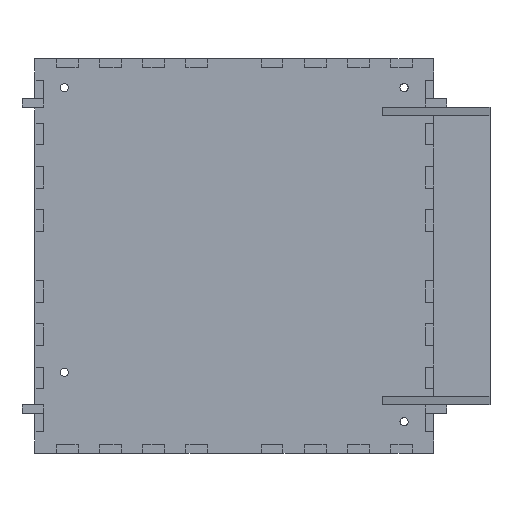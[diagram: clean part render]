
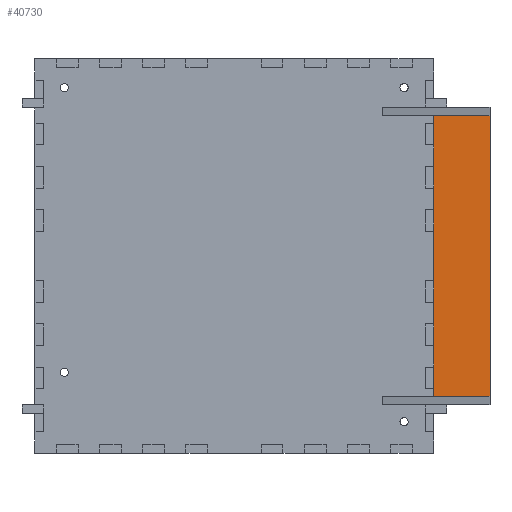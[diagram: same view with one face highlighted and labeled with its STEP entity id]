
A CAD part, left-side view. The second image highlights one B-rep face of the part: STEP entity #40730.
In plain terms, the highlighted planar face has unit normal (-1, 0, 0).
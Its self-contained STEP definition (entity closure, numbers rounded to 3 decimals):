
#28 = VECTOR ( 'NONE', #11026, 1000. ) ;
#236 = LINE ( 'NONE', #39010, #18672 ) ;
#333 = CARTESIAN_POINT ( 'NONE',  ( -2., 0., 0. ) ) ;
#677 = VERTEX_POINT ( 'NONE', #12028 ) ;
#1246 = VECTOR ( 'NONE', #43540, 1000. ) ;
#1247 = CARTESIAN_POINT ( 'NONE',  ( -2., 20., -4. ) ) ;
#1828 = EDGE_CURVE ( 'NONE', #14742, #46706, #46541, .T. ) ;
#3046 = EDGE_CURVE ( 'NONE', #40017, #27910, #20648, .T. ) ;
#3333 = ORIENTED_EDGE ( 'NONE', *, *, #32254, .F. ) ;
#3637 = DIRECTION ( 'NONE',  ( 0., 0., -1. ) ) ;
#3999 = LINE ( 'NONE', #31218, #16633 ) ;
#4025 = ORIENTED_EDGE ( 'NONE', *, *, #25710, .F. ) ;
#4253 = EDGE_CURVE ( 'NONE', #35981, #5439, #27387, .T. ) ;
#4493 = DIRECTION ( 'NONE',  ( 0., 0., 1. ) ) ;
#4857 = CARTESIAN_POINT ( 'NONE',  ( -2., 20., 0. ) ) ;
#5439 = VERTEX_POINT ( 'NONE', #14254 ) ;
#5758 = DIRECTION ( 'NONE',  ( 0., 0., 1. ) ) ;
#7616 = DIRECTION ( 'NONE',  ( -1., 0., 0. ) ) ;
#7746 = DIRECTION ( 'NONE',  ( 0., 0., 1. ) ) ;
#9045 = CARTESIAN_POINT ( 'NONE',  ( -2., 20., -134. ) ) ;
#9510 = CARTESIAN_POINT ( 'NONE',  ( -2., 6., -4. ) ) ;
#10210 = EDGE_CURVE ( 'NONE', #42124, #35981, #3999, .T. ) ;
#10885 = ORIENTED_EDGE ( 'NONE', *, *, #3046, .F. ) ;
#11026 = DIRECTION ( 'NONE',  ( 0., 1., 0. ) ) ;
#11521 = CARTESIAN_POINT ( 'NONE',  ( -2., 6., -138. ) ) ;
#11549 = CARTESIAN_POINT ( 'NONE',  ( -2., 20., -138. ) ) ;
#12028 = CARTESIAN_POINT ( 'NONE',  ( -2., 6., 0. ) ) ;
#13645 = VERTEX_POINT ( 'NONE', #9510 ) ;
#14003 = ORIENTED_EDGE ( 'NONE', *, *, #4253, .F. ) ;
#14254 = CARTESIAN_POINT ( 'NONE',  ( -2., 6., -138. ) ) ;
#14742 = VERTEX_POINT ( 'NONE', #30287 ) ;
#16089 = LINE ( 'NONE', #28170, #27674 ) ;
#16249 = CARTESIAN_POINT ( 'NONE',  ( -2., 0., -138. ) ) ;
#16351 = CARTESIAN_POINT ( 'NONE',  ( -2., 20., 0. ) ) ;
#16633 = VECTOR ( 'NONE', #34486, 1000. ) ;
#16857 = LINE ( 'NONE', #24415, #42216 ) ;
#17352 = CARTESIAN_POINT ( 'NONE',  ( -2., 20., -4. ) ) ;
#17986 = CARTESIAN_POINT ( 'NONE',  ( -2., 20., -138. ) ) ;
#18672 = VECTOR ( 'NONE', #4493, 1000. ) ;
#20648 = LINE ( 'NONE', #9045, #45958 ) ;
#22891 = CARTESIAN_POINT ( 'NONE',  ( -2., 26., 0. ) ) ;
#23569 = EDGE_CURVE ( 'NONE', #31402, #29129, #28534, .T. ) ;
#23992 = FACE_OUTER_BOUND ( 'NONE', #43129, .T. ) ;
#24259 = EDGE_CURVE ( 'NONE', #677, #42124, #16089, .T. ) ;
#24415 = CARTESIAN_POINT ( 'NONE',  ( -2., 6., -138. ) ) ;
#25710 = EDGE_CURVE ( 'NONE', #5439, #40017, #16857, .T. ) ;
#25824 = VERTEX_POINT ( 'NONE', #1247 ) ;
#27387 = LINE ( 'NONE', #11521, #28 ) ;
#27674 = VECTOR ( 'NONE', #31708, 1000. ) ;
#27889 = ORIENTED_EDGE ( 'NONE', *, *, #1828, .F. ) ;
#27910 = VERTEX_POINT ( 'NONE', #30760 ) ;
#28170 = CARTESIAN_POINT ( 'NONE',  ( -2., 6., 0. ) ) ;
#28534 = LINE ( 'NONE', #4857, #37271 ) ;
#28700 = DIRECTION ( 'NONE',  ( 0., 1., 0. ) ) ;
#28775 = CARTESIAN_POINT ( 'NONE',  ( -2., 0., 0. ) ) ;
#29129 = VERTEX_POINT ( 'NONE', #16351 ) ;
#30287 = CARTESIAN_POINT ( 'NONE',  ( -2., 20., -138. ) ) ;
#30760 = CARTESIAN_POINT ( 'NONE',  ( -2., 20., -134. ) ) ;
#31015 = ORIENTED_EDGE ( 'NONE', *, *, #33252, .F. ) ;
#31153 = VECTOR ( 'NONE', #44666, 1000. ) ;
#31218 = CARTESIAN_POINT ( 'NONE',  ( -2., 0., 0. ) ) ;
#31402 = VERTEX_POINT ( 'NONE', #32227 ) ;
#31451 = ORIENTED_EDGE ( 'NONE', *, *, #10210, .F. ) ;
#31708 = DIRECTION ( 'NONE',  ( 0., -1., 0. ) ) ;
#32037 = VECTOR ( 'NONE', #3637, 1000. ) ;
#32227 = CARTESIAN_POINT ( 'NONE',  ( -2., 26., 0. ) ) ;
#32254 = EDGE_CURVE ( 'NONE', #27910, #14742, #32353, .T. ) ;
#32353 = LINE ( 'NONE', #17986, #31153 ) ;
#33000 = VECTOR ( 'NONE', #42775, 1000. ) ;
#33252 = EDGE_CURVE ( 'NONE', #29129, #25824, #34132, .T. ) ;
#34132 = LINE ( 'NONE', #49480, #32037 ) ;
#34374 = EDGE_CURVE ( 'NONE', #25824, #13645, #47326, .T. ) ;
#34486 = DIRECTION ( 'NONE',  ( 0., 0., -1. ) ) ;
#34962 = LINE ( 'NONE', #22891, #37042 ) ;
#35981 = VERTEX_POINT ( 'NONE', #16249 ) ;
#36659 = ORIENTED_EDGE ( 'NONE', *, *, #43919, .F. ) ;
#37042 = VECTOR ( 'NONE', #7746, 1000. ) ;
#37271 = VECTOR ( 'NONE', #47171, 1000. ) ;
#38490 = CARTESIAN_POINT ( 'NONE',  ( -2., 26., -138. ) ) ;
#38617 = ORIENTED_EDGE ( 'NONE', *, *, #41545, .F. ) ;
#39010 = CARTESIAN_POINT ( 'NONE',  ( -2., 6., 0. ) ) ;
#39351 = PLANE ( 'NONE',  #49837 ) ;
#40017 = VERTEX_POINT ( 'NONE', #45951 ) ;
#40730 = ADVANCED_FACE ( 'NONE', ( #23992 ), #39351, .T. ) ;
#41545 = EDGE_CURVE ( 'NONE', #46706, #31402, #34962, .T. ) ;
#42124 = VERTEX_POINT ( 'NONE', #28775 ) ;
#42216 = VECTOR ( 'NONE', #5758, 1000. ) ;
#42775 = DIRECTION ( 'NONE',  ( 0., 1., 0. ) ) ;
#43129 = EDGE_LOOP ( 'NONE', ( #31015, #48820, #38617, #27889, #3333, #10885, #4025, #14003, #31451, #48848, #36659, #49138 ) ) ;
#43540 = DIRECTION ( 'NONE',  ( 0., -1., 0. ) ) ;
#43919 = EDGE_CURVE ( 'NONE', #13645, #677, #236, .T. ) ;
#44666 = DIRECTION ( 'NONE',  ( 0., 0., -1. ) ) ;
#45951 = CARTESIAN_POINT ( 'NONE',  ( -2., 6., -134. ) ) ;
#45958 = VECTOR ( 'NONE', #28700, 1000. ) ;
#46158 = DIRECTION ( 'NONE',  ( 0., -1., 0. ) ) ;
#46541 = LINE ( 'NONE', #11549, #33000 ) ;
#46706 = VERTEX_POINT ( 'NONE', #38490 ) ;
#47171 = DIRECTION ( 'NONE',  ( 0., -1., 0. ) ) ;
#47326 = LINE ( 'NONE', #17352, #1246 ) ;
#48820 = ORIENTED_EDGE ( 'NONE', *, *, #23569, .F. ) ;
#48848 = ORIENTED_EDGE ( 'NONE', *, *, #24259, .F. ) ;
#49138 = ORIENTED_EDGE ( 'NONE', *, *, #34374, .F. ) ;
#49480 = CARTESIAN_POINT ( 'NONE',  ( -2., 20., 0. ) ) ;
#49837 = AXIS2_PLACEMENT_3D ( 'NONE', #333, #7616, #46158 ) ;
